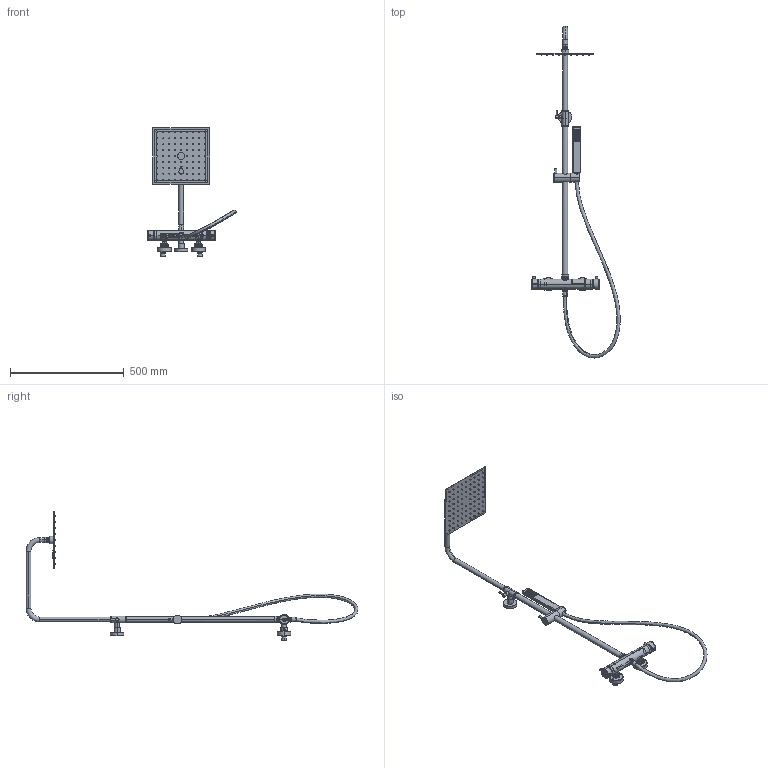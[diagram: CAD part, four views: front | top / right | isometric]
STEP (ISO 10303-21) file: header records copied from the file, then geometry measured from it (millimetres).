
FILE_DESCRIPTION (( 'STEP AP203' ), '1' );
FILE_NAME ('00000220E1.STEP', '2024-12-07T06:38:31', ( '' ), ( '' ), 'SwSTEP 2.0', 'SolidWorks 2018', '' );
FILE_SCHEMA (( 'CONFIG_CONTROL_DESIGN' ));
Length unit declared in the file: millimetre
Products named in the file (32): 0100100802; 2510114^001022404; 2710084^001022404; 2050193^001022404; 2020004^001022404; 2510072^001022404; 2220041-0328^001022404; 0010022000; flex colonna 221; 2050013^001022404; 2550148^001022404; 2040065^001022404; 2550021^001022404; 2020133^001022404; scorrevole colonna 220; 2610216-01^001022404; 0010030301; 2510016^001022404; 2070001^001022404; 2610296^001022404; 2550078^001022404; 2710002^001022404; 001022404; 2550135^001022404; 2120162^001022404; 2220041^001022404; 2020043^001022404; 2540006^001022404; 00000220E1; 2750002^001022404; 2210033^001022404
Assembly tree (41 placements, depth 3):
  00000220E1
    001022404
      2120162^001022404
      2710084^001022404
      2020133^001022404
      2050193^001022404
      2220041^001022404
      2610216-01^001022404
      2710002^001022404
      2020004^001022404
      2020043^001022404
      2610296^001022404
      2550021^001022404  x2
      2510114^001022404  x2
      2510016^001022404  x2
      2050013^001022404  x2
      2510072^001022404  x2
      2540006^001022404  x2
      2210033^001022404  x2
      2070001^001022404  x2
      2550078^001022404
      2550135^001022404
      2550148^001022404
      2750002^001022404  x2
      2040065^001022404  x2
      2220041-0328^001022404
    0010022000
      0010022000
      scorrevole colonna 220
    flex colonna 221
    0010030301
    0100100802
Bounding box: 388.87 x 1460.23 x 566.8 mm (x, y, z)
Volume: 1632030.1 mm3; surface area: 586743.9 mm2
Topology: 42 solids, 43 shells, 2703 faces, 6351 edges, 3995 vertices
Faces by surface type: cylinder 1141, plane 818, cone 276, bspline 256, torus 198, sphere 14
Entity records: 102565 total; most frequent: CARTESIAN_POINT 44913, ORIENTED_EDGE 11376, DIRECTION 11002, EDGE_CURVE 5688, AXIS2_PLACEMENT_3D 4500, VERTEX_POINT 3597, EDGE_LOOP 2763, ADVANCED_FACE 2419
